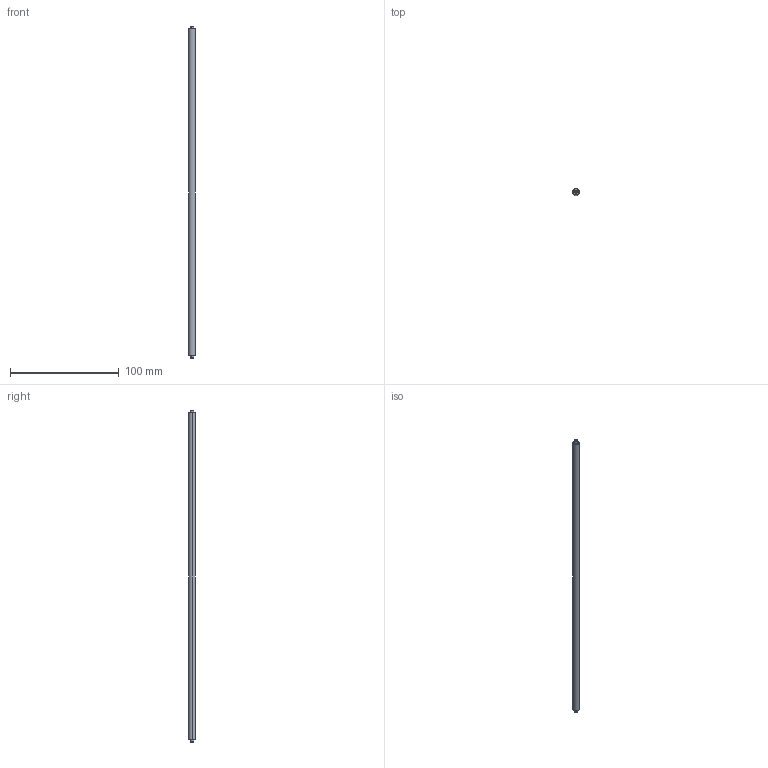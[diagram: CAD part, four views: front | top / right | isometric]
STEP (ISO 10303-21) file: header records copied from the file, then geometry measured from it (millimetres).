
FILE_DESCRIPTION (( 'STEP AP214' ), '1' );
FILE_NAME ('2.2.2.42_L30J-M300_笼式装配支杆，长300mm，φ6 mm，M3螺纹安装孔.STEP', '2021-07-17T01:58:27', ( 'Microsoft' ), ( 'Microsoft' ), 'SwSTEP 2.0', 'SolidWorks 2018', '' );
FILE_SCHEMA (( 'AUTOMOTIVE_DESIGN' ));
Length unit declared in the file: millimetre
Products named in the file (1): 2.2.2.42_L30J-M300_笼式装配支杆，长300mm，φ6 mm，M3螺纹安装孔
Bounding box: 6 x 6 x 305 mm (x, y, z)
Surface area: 5886.1 mm2 (no closed solid volume)
Topology: 0 solids, 5 shells, 30 faces, 78 edges, 52 vertices
Faces by surface type: plane 16, cone 8, cylinder 6
Entity records: 1307 total; most frequent: CARTESIAN_POINT 237, DIRECTION 156, ORIENTED_EDGE 120, EDGE_CURVE 78, AXIS2_PLACEMENT_3D 59, VERTEX_POINT 52, LINE 38, VECTOR 38
